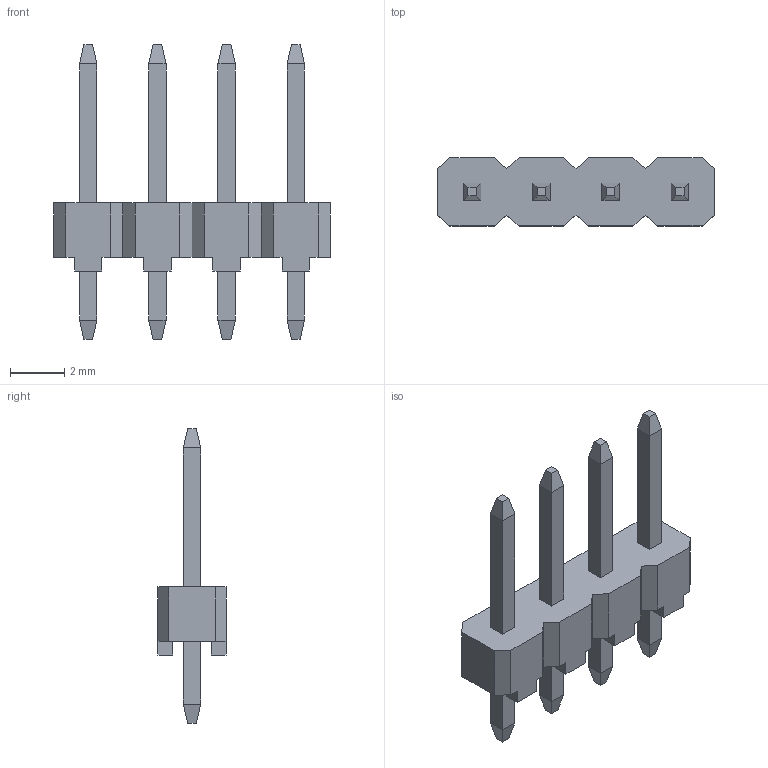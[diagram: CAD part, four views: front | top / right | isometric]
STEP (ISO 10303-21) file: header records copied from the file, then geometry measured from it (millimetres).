
FILE_DESCRIPTION(/* description */ (''),/* implementation_level */ '2;1');
FILE_NAME(/* name */ '143-11-004-xx.stp',/* time_stamp */ '2017-09-19T14:45:09+02:00',/* author */ ('andreas.larin'),/* organization */ (''),/* preprocessor_version */ 'ST-DEVELOPER v15.6',/* originating_system */ 'Autodesk Inventor 2015',/* authorisation */ '');
FILE_SCHEMA (('AUTOMOTIVE_DESIGN { 1 0 10303 214 3 1 1 }'));
Length unit declared in the file: centimetre
Products named in the file (1): 143-11-004-xx
Bounding box: 10.16 x 2.5 x 10.8 mm (x, y, z)
Volume: 63.4 mm3; surface area: 196.3 mm2
Topology: 1 solids, 1 shells, 132 faces, 334 edges, 212 vertices
Faces by surface type: plane 132
Entity records: 3866 total; most frequent: CARTESIAN_POINT 679, ORIENTED_EDGE 668, DIRECTION 600, LINE 334, VECTOR 334, EDGE_CURVE 334, VERTEX_POINT 212, EDGE_LOOP 140
